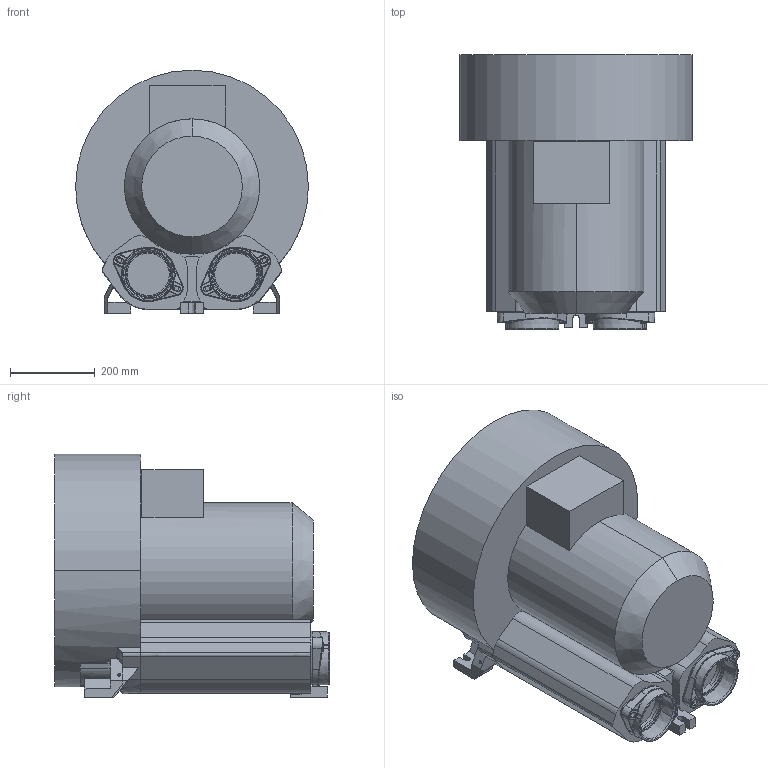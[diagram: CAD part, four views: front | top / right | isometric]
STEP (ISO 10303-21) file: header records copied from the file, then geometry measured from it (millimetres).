
FILE_DESCRIPTION((''),'2;1');
FILE_NAME('2RB910-1AQ16','2024-09-25T',('xuan'),(''),'PRO/ENGINEER BY PARAMETRIC TECHNOLOGY CORPORATION, 2007090','PRO/ENGINEER BY PARAMETRIC TECHNOLOGY CORPORATION, 2007090','');
FILE_SCHEMA(('AUTOMOTIVE_DESIGN_CC2 { 1 2 10303 214 -1 1 5 2 }'));
Length unit declared in the file: millimetre
Products named in the file (1): 2RB910-1AQ16
Bounding box: 550 x 648.3 x 575.83 mm (x, y, z)
Volume: 104498278.2 mm3; surface area: 1926655.8 mm2
Topology: 1 solids, 9 shells, 689 faces, 1801 edges, 1146 vertices
Faces by surface type: plane 225, cylinder 181, bspline 120, torus 76, cone 66, sphere 16, extrusion 5
Entity records: 28534 total; most frequent: CARTESIAN_POINT 12544, ORIENTED_EDGE 3578, DIRECTION 3055, EDGE_CURVE 1789, AXIS2_PLACEMENT_3D 1207, VERTEX_POINT 1144, EDGE_LOOP 721, FACE_OUTER_BOUND 688
